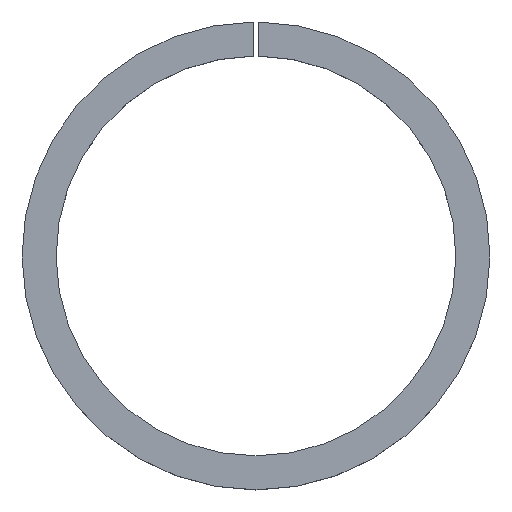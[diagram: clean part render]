
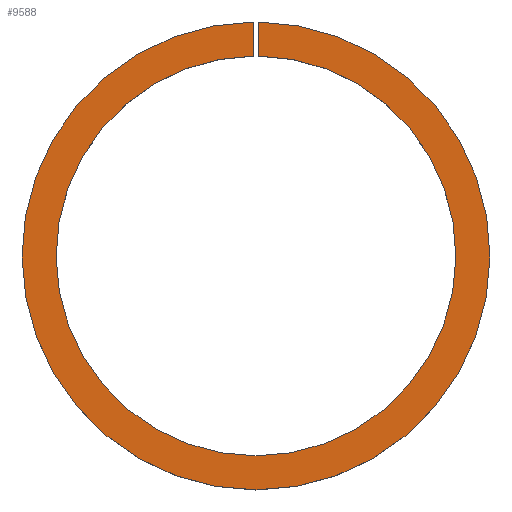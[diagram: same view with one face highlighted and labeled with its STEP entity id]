
A CAD part, top view. The second image highlights one B-rep face of the part: STEP entity #9588.
In plain terms, the highlighted planar face has unit normal (0, 0, 1).
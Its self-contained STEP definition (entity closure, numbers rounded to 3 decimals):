
#75 = DIRECTION ( 'NONE',  ( 0., 0., -1. ) ) ;
#775 = CARTESIAN_POINT ( 'NONE',  ( 0.5, 46.997, 8. ) ) ;
#919 = EDGE_CURVE ( 'NONE', #8504, #8248, #4994, .T. ) ;
#1338 = ORIENTED_EDGE ( 'NONE', *, *, #919, .F. ) ;
#1681 = LINE ( 'NONE', #3696, #5228 ) ;
#1725 = DIRECTION ( 'NONE',  ( 0., 0., -1. ) ) ;
#1995 = DIRECTION ( 'NONE',  ( -1., 0., 0. ) ) ;
#2579 = ORIENTED_EDGE ( 'NONE', *, *, #4856, .T. ) ;
#2748 = CARTESIAN_POINT ( 'NONE',  ( -0.5, 46.997, 8. ) ) ;
#3026 = DIRECTION ( 'NONE',  ( 0., 0., -1. ) ) ;
#3065 = CARTESIAN_POINT ( 'NONE',  ( 0., -47., 8. ) ) ;
#3683 = CARTESIAN_POINT ( 'NONE',  ( 0., 0., 8. ) ) ;
#3696 = CARTESIAN_POINT ( 'NONE',  ( 0.5, 0., 8. ) ) ;
#4856 = EDGE_CURVE ( 'NONE', #7454, #5261, #9252, .T. ) ;
#4890 = EDGE_CURVE ( 'NONE', #7454, #8504, #1681, .T. ) ;
#4994 = CIRCLE ( 'NONE', #9507, 55. ) ;
#5228 = VECTOR ( 'NONE', #5444, 1000. ) ;
#5261 = VERTEX_POINT ( 'NONE', #2748 ) ;
#5287 = EDGE_CURVE ( 'NONE', #5261, #8248, #7017, .T. ) ;
#5444 = DIRECTION ( 'NONE',  ( 0., 1., 0. ) ) ;
#6456 = CARTESIAN_POINT ( 'NONE',  ( -0.5, 0., 8. ) ) ;
#7017 = LINE ( 'NONE', #6456, #10839 ) ;
#7127 = AXIS2_PLACEMENT_3D ( 'NONE', #7375, #1725, #12100 ) ;
#7166 = EDGE_LOOP ( 'NONE', ( #1338, #9993, #2579, #7251 ) ) ;
#7251 = ORIENTED_EDGE ( 'NONE', *, *, #5287, .T. ) ;
#7375 = CARTESIAN_POINT ( 'NONE',  ( 0., 0., 8. ) ) ;
#7454 = VERTEX_POINT ( 'NONE', #775 ) ;
#8248 = VERTEX_POINT ( 'NONE', #11382 ) ;
#8504 = VERTEX_POINT ( 'NONE', #8540 ) ;
#8540 = CARTESIAN_POINT ( 'NONE',  ( 0.5, 54.998, 8. ) ) ;
#9164 = FACE_OUTER_BOUND ( 'NONE', #7166, .T. ) ;
#9252 = CIRCLE ( 'NONE', #7127, 47. ) ;
#9412 = DIRECTION ( 'NONE',  ( 0., 1., 0. ) ) ;
#9507 = AXIS2_PLACEMENT_3D ( 'NONE', #3683, #75, #10415 ) ;
#9588 = ADVANCED_FACE ( 'NONE', ( #9164 ), #11384, .F. ) ;
#9993 = ORIENTED_EDGE ( 'NONE', *, *, #4890, .F. ) ;
#10415 = DIRECTION ( 'NONE',  ( -1., 0., 0. ) ) ;
#10839 = VECTOR ( 'NONE', #9412, 1000. ) ;
#11382 = CARTESIAN_POINT ( 'NONE',  ( -0.5, 54.998, 8. ) ) ;
#11384 = PLANE ( 'NONE',  #11475 ) ;
#11475 = AXIS2_PLACEMENT_3D ( 'NONE', #3065, #3026, #1995 ) ;
#12100 = DIRECTION ( 'NONE',  ( -1., 0., 0. ) ) ;
